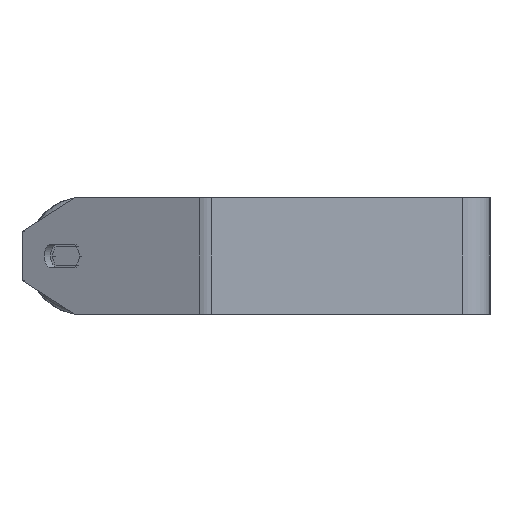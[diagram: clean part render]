
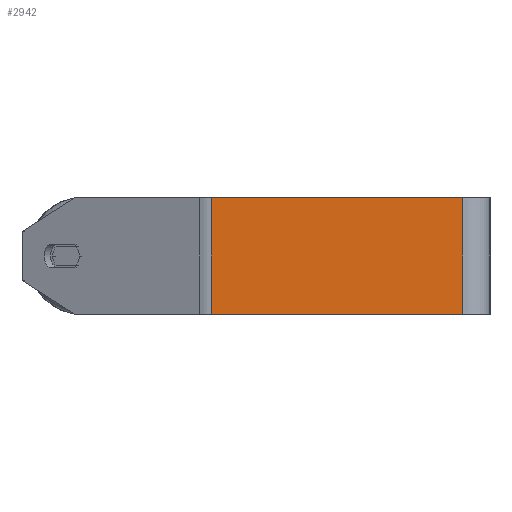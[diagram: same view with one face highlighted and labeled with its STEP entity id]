
A CAD part, left-side view. The second image highlights one B-rep face of the part: STEP entity #2942.
In plain terms, the highlighted planar face has unit normal (-1, 0, 0).
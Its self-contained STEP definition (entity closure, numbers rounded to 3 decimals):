
#371 = VECTOR ( 'NONE', #2376, 1000. ) ;
#385 = VECTOR ( 'NONE', #4562, 1000. ) ;
#860 = CARTESIAN_POINT ( 'NONE',  ( -525., 14., 30. ) ) ;
#1211 = DIRECTION ( 'NONE',  ( 0., 0., -1. ) ) ;
#1511 = EDGE_LOOP ( 'NONE', ( #4352, #6999, #5594, #4897 ) ) ;
#1844 = VERTEX_POINT ( 'NONE', #4441 ) ;
#2243 = CARTESIAN_POINT ( 'NONE',  ( -525., 143.586, 30. ) ) ;
#2376 = DIRECTION ( 'NONE',  ( 0., 0., -1. ) ) ;
#2483 = EDGE_CURVE ( 'NONE', #6269, #1844, #5035, .T. ) ;
#2771 = CARTESIAN_POINT ( 'NONE',  ( -525., 14., 30. ) ) ;
#2886 = EDGE_CURVE ( 'NONE', #1844, #5523, #3161, .T. ) ;
#2942 = ADVANCED_FACE ( 'NONE', ( #3903 ), #6687, .F. ) ;
#3072 = DIRECTION ( 'NONE',  ( 0., -1., 0. ) ) ;
#3073 = AXIS2_PLACEMENT_3D ( 'NONE', #7309, #3292, #1211 ) ;
#3161 = LINE ( 'NONE', #5072, #3490 ) ;
#3292 = DIRECTION ( 'NONE',  ( 1., 0., 0. ) ) ;
#3323 = EDGE_CURVE ( 'NONE', #6269, #6709, #5234, .T. ) ;
#3490 = VECTOR ( 'NONE', #3072, 1000. ) ;
#3823 = CARTESIAN_POINT ( 'NONE',  ( -525., 14., -30. ) ) ;
#3891 = CARTESIAN_POINT ( 'NONE',  ( -525., 146.69, 30. ) ) ;
#3903 = FACE_OUTER_BOUND ( 'NONE', #1511, .T. ) ;
#4130 = LINE ( 'NONE', #2771, #5732 ) ;
#4352 = ORIENTED_EDGE ( 'NONE', *, *, #2886, .T. ) ;
#4441 = CARTESIAN_POINT ( 'NONE',  ( -525., 143.586, -30. ) ) ;
#4562 = DIRECTION ( 'NONE',  ( 0., -1., 0. ) ) ;
#4803 = DIRECTION ( 'NONE',  ( 0., 0., -1. ) ) ;
#4897 = ORIENTED_EDGE ( 'NONE', *, *, #2483, .T. ) ;
#5035 = LINE ( 'NONE', #2243, #371 ) ;
#5072 = CARTESIAN_POINT ( 'NONE',  ( -525., 146.69, -30. ) ) ;
#5234 = LINE ( 'NONE', #3891, #385 ) ;
#5285 = EDGE_CURVE ( 'NONE', #6709, #5523, #4130, .T. ) ;
#5523 = VERTEX_POINT ( 'NONE', #3823 ) ;
#5594 = ORIENTED_EDGE ( 'NONE', *, *, #3323, .F. ) ;
#5732 = VECTOR ( 'NONE', #4803, 1000. ) ;
#6269 = VERTEX_POINT ( 'NONE', #6430 ) ;
#6430 = CARTESIAN_POINT ( 'NONE',  ( -525., 143.586, 30. ) ) ;
#6687 = PLANE ( 'NONE',  #3073 ) ;
#6709 = VERTEX_POINT ( 'NONE', #860 ) ;
#6999 = ORIENTED_EDGE ( 'NONE', *, *, #5285, .F. ) ;
#7309 = CARTESIAN_POINT ( 'NONE',  ( -525., 146.69, 30. ) ) ;
